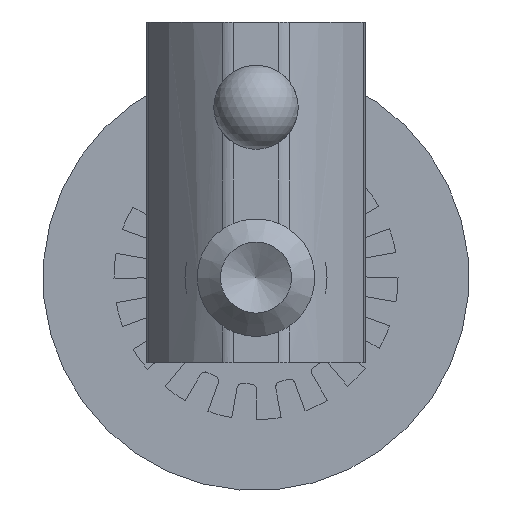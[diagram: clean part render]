
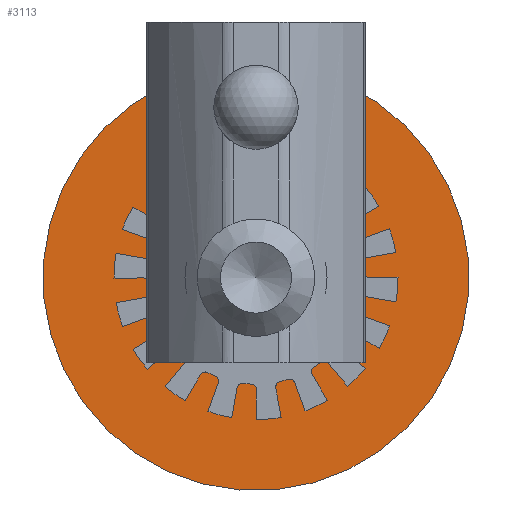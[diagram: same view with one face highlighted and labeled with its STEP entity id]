
A CAD part, front view. The second image highlights one B-rep face of the part: STEP entity #3113.
In plain terms, the highlighted face is planar.
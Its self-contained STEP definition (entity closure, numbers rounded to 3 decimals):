
#85=FACE_BOUND('',#738,.T.);
#384=CIRCLE('',#3479,2.65);
#386=CIRCLE('',#3482,7.5);
#552=FACE_OUTER_BOUND('',#737,.T.);
#737=EDGE_LOOP('',(#2834));
#738=EDGE_LOOP('',(#2835));
#1507=VERTEX_POINT('',#5469);
#1509=VERTEX_POINT('',#5474);
#1953=EDGE_CURVE('',#1507,#1507,#384,.T.);
#1955=EDGE_CURVE('',#1509,#1509,#386,.T.);
#2834=ORIENTED_EDGE('',*,*,#1955,.T.);
#2835=ORIENTED_EDGE('',*,*,#1953,.T.);
#2945=PLANE('',#3484);
#3113=ADVANCED_FACE('',(#552,#85),#2945,.T.);
#3479=AXIS2_PLACEMENT_3D('',#5470,#4428,#4429);
#3482=AXIS2_PLACEMENT_3D('',#5475,#4434,#4435);
#3484=AXIS2_PLACEMENT_3D('',#5477,#4438,#4439);
#4428=DIRECTION('center_axis',(1.,0.,0.));
#4429=DIRECTION('ref_axis',(0.,-1.,0.));
#4434=DIRECTION('center_axis',(-1.,0.,0.));
#4435=DIRECTION('ref_axis',(0.,-1.,0.));
#4438=DIRECTION('center_axis',(-1.,0.,0.));
#4439=DIRECTION('ref_axis',(0.,0.,1.));
#5469=CARTESIAN_POINT('',(0.,2.65,0.));
#5470=CARTESIAN_POINT('Origin',(0.,0.,0.));
#5474=CARTESIAN_POINT('',(0.,7.5,0.));
#5475=CARTESIAN_POINT('Origin',(0.,0.,0.));
#5477=CARTESIAN_POINT('Origin',(0.,0.,0.));
